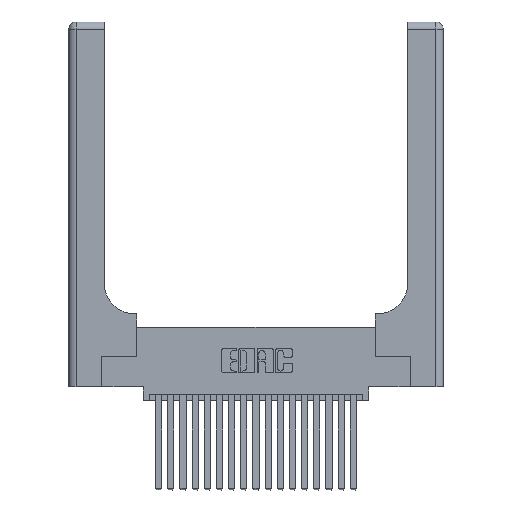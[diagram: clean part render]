
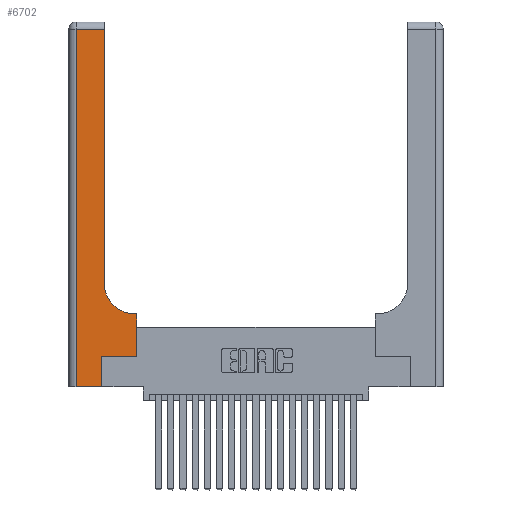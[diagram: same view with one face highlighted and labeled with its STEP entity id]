
A CAD part, top view. The second image highlights one B-rep face of the part: STEP entity #6702.
In plain terms, the highlighted planar face has unit normal (0, 0, 1).
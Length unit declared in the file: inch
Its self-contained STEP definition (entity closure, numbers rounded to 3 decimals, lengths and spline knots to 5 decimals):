
#84 = ORIENTED_EDGE ( 'NONE', *, *, #16580, .T. ) ;
#434 = CARTESIAN_POINT ( 'NONE',  ( 0.5415, 0.85, 0.37 ) ) ;
#847 = VERTEX_POINT ( 'NONE', #12937 ) ;
#955 = CARTESIAN_POINT ( 'NONE',  ( 0.5585, 0.25, 0.37 ) ) ;
#1379 = CARTESIAN_POINT ( 'NONE',  ( 0., 0., 0.37 ) ) ;
#1818 = EDGE_CURVE ( 'NONE', #16363, #16454, #8224, .T. ) ;
#2016 = ORIENTED_EDGE ( 'NONE', *, *, #9166, .T. ) ;
#2064 = VECTOR ( 'NONE', #11234, 39.37008 ) ;
#2112 = CARTESIAN_POINT ( 'NONE',  ( 0., 2.94, 0.37 ) ) ;
#2212 = DIRECTION ( 'NONE',  ( 1., 0., 0. ) ) ;
#2258 = VERTEX_POINT ( 'NONE', #13870 ) ;
#2562 = CIRCLE ( 'NONE', #4222, 0.25 ) ;
#3801 = DIRECTION ( 'NONE',  ( -1., 0., 0. ) ) ;
#4021 = CARTESIAN_POINT ( 'NONE',  ( 0.269, 0., 0.37 ) ) ;
#4222 = AXIS2_PLACEMENT_3D ( 'NONE', #434, #12284, #2212 ) ;
#4459 = EDGE_CURVE ( 'NONE', #7777, #14228, #6247, .T. ) ;
#4525 = LINE ( 'NONE', #17935, #16406 ) ;
#4808 = DIRECTION ( 'NONE',  ( 1., 0., 0. ) ) ;
#4870 = DIRECTION ( 'NONE',  ( -1., 0., 0. ) ) ;
#5465 = VERTEX_POINT ( 'NONE', #20106 ) ;
#6247 = LINE ( 'NONE', #1379, #21452 ) ;
#6506 = EDGE_CURVE ( 'NONE', #847, #16363, #4525, .T. ) ;
#6702 = ADVANCED_FACE ( 'NONE', ( #13249 ), #16788, .F. ) ;
#7009 = ORIENTED_EDGE ( 'NONE', *, *, #4459, .T. ) ;
#7064 = LINE ( 'NONE', #9541, #2064 ) ;
#7143 = VECTOR ( 'NONE', #21098, 39.37008 ) ;
#7212 = LINE ( 'NONE', #4021, #15646 ) ;
#7249 = EDGE_CURVE ( 'NONE', #16454, #15475, #13232, .T. ) ;
#7457 = EDGE_LOOP ( 'NONE', ( #19325, #2016, #10994, #7009, #11519, #7543, #16484, #8619, #84 ) ) ;
#7529 = DIRECTION ( 'NONE',  ( 0., 1., 0. ) ) ;
#7543 = ORIENTED_EDGE ( 'NONE', *, *, #6506, .T. ) ;
#7777 = VERTEX_POINT ( 'NONE', #13200 ) ;
#8157 = VECTOR ( 'NONE', #3801, 39.37008 ) ;
#8224 = LINE ( 'NONE', #955, #7143 ) ;
#8433 = CARTESIAN_POINT ( 'NONE',  ( 0., 3., 0.37 ) ) ;
#8619 = ORIENTED_EDGE ( 'NONE', *, *, #7249, .T. ) ;
#9166 = EDGE_CURVE ( 'NONE', #2258, #5465, #17061, .T. ) ;
#9514 = EDGE_CURVE ( 'NONE', #14228, #847, #7212, .T. ) ;
#9541 = CARTESIAN_POINT ( 'NONE',  ( 0.06, 3., 0.37 ) ) ;
#9903 = CARTESIAN_POINT ( 'NONE',  ( 0.2915, 0.6, 0.37 ) ) ;
#10012 = CARTESIAN_POINT ( 'NONE',  ( 0.2915, 0.85, 0.37 ) ) ;
#10151 = DIRECTION ( 'NONE',  ( 0., 0., -1. ) ) ;
#10994 = ORIENTED_EDGE ( 'NONE', *, *, #16178, .T. ) ;
#11234 = DIRECTION ( 'NONE',  ( 0., -1., 0. ) ) ;
#11330 = DIRECTION ( 'NONE',  ( 1., 0., 0. ) ) ;
#11519 = ORIENTED_EDGE ( 'NONE', *, *, #9514, .T. ) ;
#12284 = DIRECTION ( 'NONE',  ( 0., 0., -1. ) ) ;
#12401 = DIRECTION ( 'NONE',  ( 0., 1., 0. ) ) ;
#12937 = CARTESIAN_POINT ( 'NONE',  ( 0.269, 0.25, 0.37 ) ) ;
#13200 = CARTESIAN_POINT ( 'NONE',  ( 0.06, 0., 0.37 ) ) ;
#13232 = LINE ( 'NONE', #9903, #16123 ) ;
#13249 = FACE_OUTER_BOUND ( 'NONE', #7457, .T. ) ;
#13471 = CARTESIAN_POINT ( 'NONE',  ( 0.5585, 0.6, 0.37 ) ) ;
#13870 = CARTESIAN_POINT ( 'NONE',  ( 0.2915, 2.94, 0.37 ) ) ;
#14228 = VERTEX_POINT ( 'NONE', #17535 ) ;
#15475 = VERTEX_POINT ( 'NONE', #17415 ) ;
#15646 = VECTOR ( 'NONE', #12401, 39.37008 ) ;
#16123 = VECTOR ( 'NONE', #4870, 39.37008 ) ;
#16178 = EDGE_CURVE ( 'NONE', #5465, #7777, #7064, .T. ) ;
#16363 = VERTEX_POINT ( 'NONE', #21665 ) ;
#16406 = VECTOR ( 'NONE', #11330, 39.37008 ) ;
#16454 = VERTEX_POINT ( 'NONE', #13471 ) ;
#16484 = ORIENTED_EDGE ( 'NONE', *, *, #1818, .T. ) ;
#16580 = EDGE_CURVE ( 'NONE', #15475, #17595, #2562, .T. ) ;
#16692 = LINE ( 'NONE', #17550, #20598 ) ;
#16788 = PLANE ( 'NONE',  #18970 ) ;
#17061 = LINE ( 'NONE', #2112, #8157 ) ;
#17415 = CARTESIAN_POINT ( 'NONE',  ( 0.5415, 0.6, 0.37 ) ) ;
#17535 = CARTESIAN_POINT ( 'NONE',  ( 0.269, 0., 0.37 ) ) ;
#17550 = CARTESIAN_POINT ( 'NONE',  ( 0.2915, 3., 0.37 ) ) ;
#17595 = VERTEX_POINT ( 'NONE', #10012 ) ;
#17935 = CARTESIAN_POINT ( 'NONE',  ( 0.269, 0.25, 0.37 ) ) ;
#18970 = AXIS2_PLACEMENT_3D ( 'NONE', #8433, #10151, #21827 ) ;
#19325 = ORIENTED_EDGE ( 'NONE', *, *, #20617, .T. ) ;
#20106 = CARTESIAN_POINT ( 'NONE',  ( 0.06, 2.94, 0.37 ) ) ;
#20598 = VECTOR ( 'NONE', #7529, 39.37008 ) ;
#20617 = EDGE_CURVE ( 'NONE', #17595, #2258, #16692, .T. ) ;
#21098 = DIRECTION ( 'NONE',  ( 0., 1., 0. ) ) ;
#21452 = VECTOR ( 'NONE', #4808, 39.37008 ) ;
#21665 = CARTESIAN_POINT ( 'NONE',  ( 0.5585, 0.25, 0.37 ) ) ;
#21827 = DIRECTION ( 'NONE',  ( -1., 0., 0. ) ) ;
